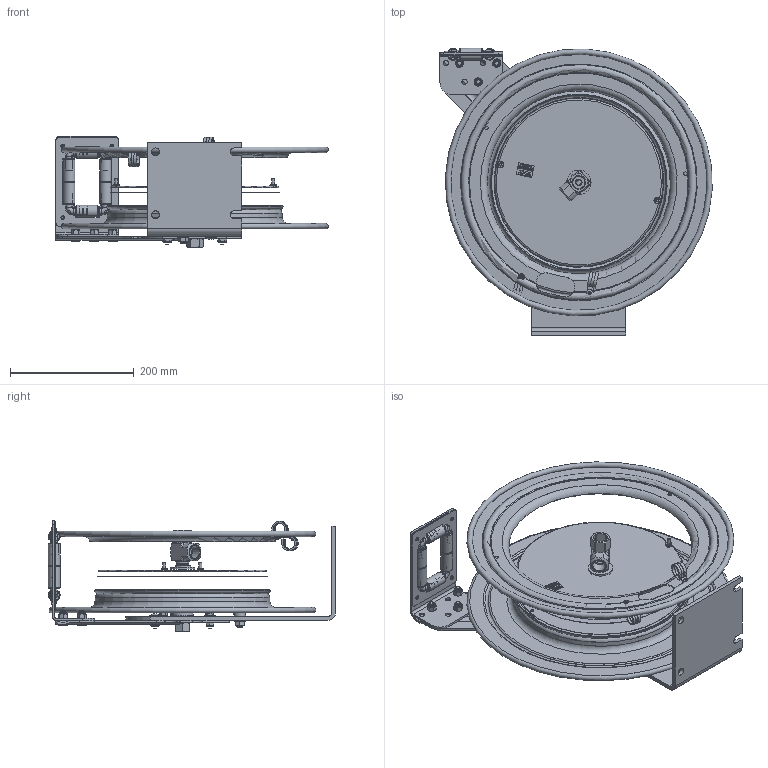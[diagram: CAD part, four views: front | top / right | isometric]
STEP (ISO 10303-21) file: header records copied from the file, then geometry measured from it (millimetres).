
FILE_DESCRIPTION(/* description */ (''),/* implementation_level */ '2;1');
FILE_NAME(/* name */ 'P-LPL-450_SHARED.stp',/* time_stamp */ '2020-01-17T09:40:57-07:00',/* author */ ('NMelton'),/* organization */ (''),/* preprocessor_version */ 'ST-DEVELOPER v17',/* originating_system */ 'Autodesk Inventor 2019',/* authorisation */ '');
FILE_SCHEMA (('AUTOMOTIVE_DESIGN { 1 0 10303 214 3 1 1 }'));
Products named in the file (1): P-LPL-450_SHARED
Bounding box: 440.37 x 464.46 x 179.96 mm (x, y, z)
Surface area: 1126828.7 mm2 (no closed solid volume)
Topology: 0 solids, 155 shells, 2311 faces, 10607 edges, 8154 vertices
Faces by surface type: plane 1197, cylinder 452, bspline 412, cone 146, torus 75, sphere 29
Full cylindrical faces by diameter (mm): 2.159 x2, 2.54 x1, 3.048 x1, 4.699 x4, 4.826 x6, 5.588 x4, 5.613 x3, 6.35 x4, 7.112 x1, 7.938 x3, 8.636 x3, 8.731 x4, 10.414 x1, 11.43 x3, 12.192 x7, 12.548 x1, 12.7 x2, 15.875 x1, 17.882 x1, 19.05 x7, 20.574 x2, 28.575 x1, 34.925 x1, 35.052 x1, 39.624 x1
Entity records: 115122 total; most frequent: CARTESIAN_POINT 34416, ORIENTED_EDGE 15264, DIRECTION 13681, EDGE_CURVE 10570, VERTEX_POINT 8154, LINE 6075, VECTOR 6075, AXIS2_PLACEMENT_3D 3803
